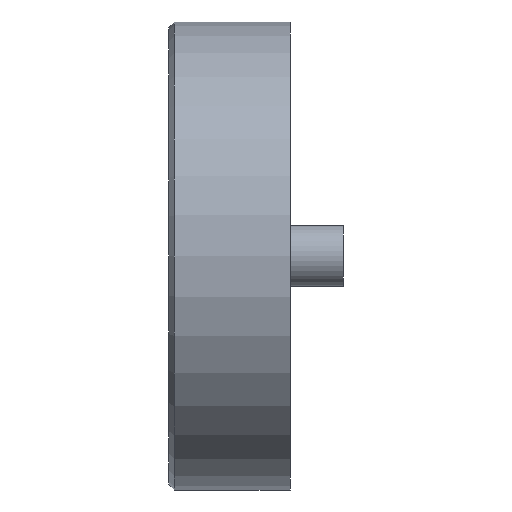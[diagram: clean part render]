
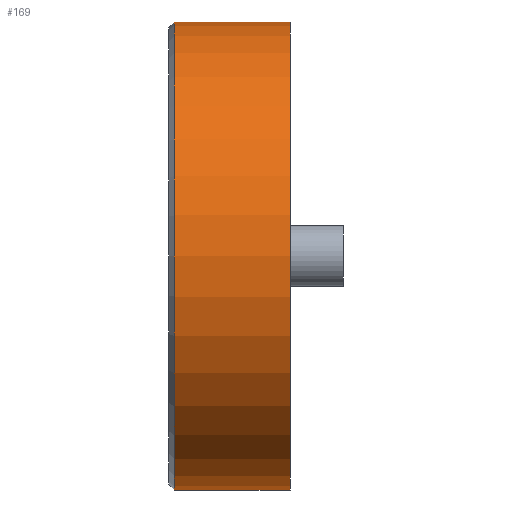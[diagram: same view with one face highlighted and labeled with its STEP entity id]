
A CAD part, left-side view. The second image highlights one B-rep face of the part: STEP entity #169.
In plain terms, the highlighted cylindrical face has radius 20 mm (diameter 40 mm), a partial arc.
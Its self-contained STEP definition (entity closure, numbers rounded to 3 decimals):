
#30 = DIRECTION ( 'NONE',  ( 0., 0., 1. ) ) ;
#102 = CARTESIAN_POINT ( 'NONE',  ( 0., 5.2, -20. ) ) ;
#141 = CARTESIAN_POINT ( 'NONE',  ( 0., 4.7, 0. ) ) ;
#169 = ADVANCED_FACE ( 'NONE', ( #1055 ), #1149, .T. ) ;
#174 = CARTESIAN_POINT ( 'NONE',  ( 0., -5.2, -20. ) ) ;
#228 = EDGE_CURVE ( 'NONE', #1231, #868, #1046, .T. ) ;
#249 = DIRECTION ( 'NONE',  ( 0., 0., 1. ) ) ;
#286 = CARTESIAN_POINT ( 'NONE',  ( 0., -5.2, 20. ) ) ;
#297 = LINE ( 'NONE', #102, #1400 ) ;
#316 = ORIENTED_EDGE ( 'NONE', *, *, #1353, .T. ) ;
#356 = CARTESIAN_POINT ( 'NONE',  ( 0., 4.7, -20. ) ) ;
#357 = CIRCLE ( 'NONE', #1272, 20. ) ;
#454 = ORIENTED_EDGE ( 'NONE', *, *, #615, .T. ) ;
#462 = CIRCLE ( 'NONE', #500, 20. ) ;
#500 = AXIS2_PLACEMENT_3D ( 'NONE', #1326, #693, #30 ) ;
#517 = VERTEX_POINT ( 'NONE', #356 ) ;
#602 = CARTESIAN_POINT ( 'NONE',  ( 0., 5.2, 0. ) ) ;
#611 = DIRECTION ( 'NONE',  ( 0., -1., 0. ) ) ;
#615 = EDGE_CURVE ( 'NONE', #1210, #868, #462, .T. ) ;
#673 = EDGE_CURVE ( 'NONE', #1231, #517, #357, .T. ) ;
#693 = DIRECTION ( 'NONE',  ( 0., 1., 0. ) ) ;
#721 = ORIENTED_EDGE ( 'NONE', *, *, #228, .F. ) ;
#814 = EDGE_LOOP ( 'NONE', ( #721, #830, #316, #454 ) ) ;
#830 = ORIENTED_EDGE ( 'NONE', *, *, #673, .T. ) ;
#868 = VERTEX_POINT ( 'NONE', #286 ) ;
#911 = DIRECTION ( 'NONE',  ( 0., 0., -1. ) ) ;
#931 = DIRECTION ( 'NONE',  ( 0., -1., 0. ) ) ;
#953 = VECTOR ( 'NONE', #1390, 1000. ) ;
#978 = CARTESIAN_POINT ( 'NONE',  ( 0., 5.2, 20. ) ) ;
#1046 = LINE ( 'NONE', #978, #953 ) ;
#1055 = FACE_OUTER_BOUND ( 'NONE', #814, .T. ) ;
#1062 = AXIS2_PLACEMENT_3D ( 'NONE', #602, #611, #911 ) ;
#1149 = CYLINDRICAL_SURFACE ( 'NONE', #1062, 20. ) ;
#1190 = DIRECTION ( 'NONE',  ( 0., -1., 0. ) ) ;
#1210 = VERTEX_POINT ( 'NONE', #174 ) ;
#1231 = VERTEX_POINT ( 'NONE', #1379 ) ;
#1272 = AXIS2_PLACEMENT_3D ( 'NONE', #141, #931, #249 ) ;
#1326 = CARTESIAN_POINT ( 'NONE',  ( 0., -5.2, 0. ) ) ;
#1353 = EDGE_CURVE ( 'NONE', #517, #1210, #297, .T. ) ;
#1379 = CARTESIAN_POINT ( 'NONE',  ( 0., 4.7, 20. ) ) ;
#1390 = DIRECTION ( 'NONE',  ( 0., -1., 0. ) ) ;
#1400 = VECTOR ( 'NONE', #1190, 1000. ) ;
